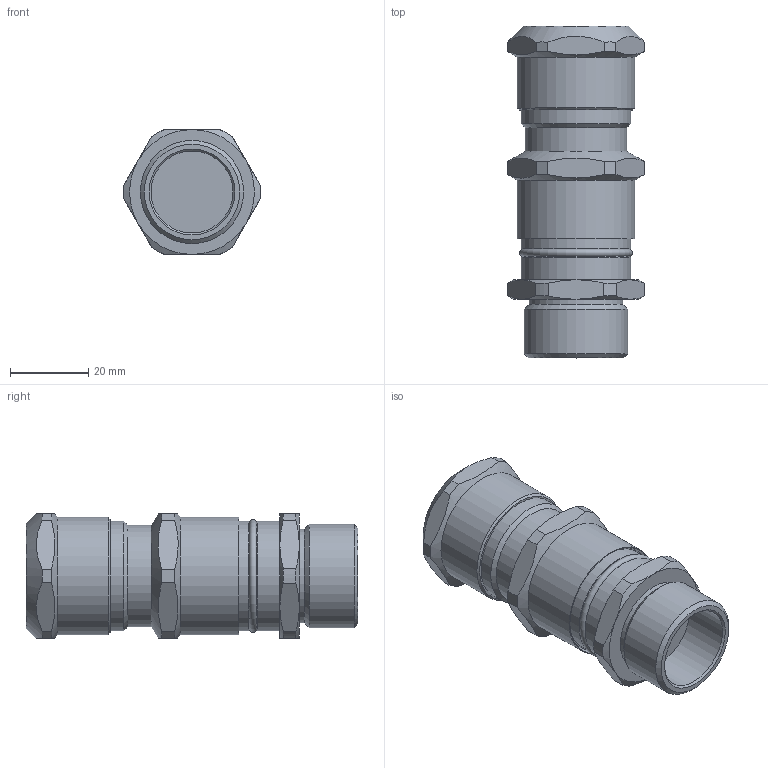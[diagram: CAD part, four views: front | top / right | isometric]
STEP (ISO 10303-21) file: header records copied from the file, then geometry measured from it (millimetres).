
FILE_DESCRIPTION(/* description */ ('ВКБ3-НС-G3)4-14-20'),/* implementation_level */ '2;1');
FILE_NAME(/* name */ '',/* time_stamp */ '2025-07-08T10:37:58+07:00',/* author */ ('zeta-86'),/* organization */ (''),/* preprocessor_version */ 'ST-DEVELOPER v19.2',/* originating_system */ 'Autodesk Inventor 2024',/* authorisation */ '');
FILE_SCHEMA (('AUTOMOTIVE_DESIGN { 1 0 10303 214 3 1 1 }'));
Length unit declared in the file: millimetre
Products named in the file (1): zeta34617
Bounding box: 34.98 x 85 x 32 mm (x, y, z)
Volume: 52491.6 mm3; surface area: 11375.2 mm2
Topology: 1 solids, 1 shells, 81 faces, 193 edges, 121 vertices
Faces by surface type: plane 39, cone 24, cylinder 16, torus 2
Full cylindrical faces by diameter (mm): 20.5 x1, 21 x1, 24.041 x1, 26 x1, 26.441 x1, 28 x3, 30 x2
Entity records: 2289 total; most frequent: CARTESIAN_POINT 548, ORIENTED_EDGE 386, DIRECTION 340, EDGE_CURVE 193, AXIS2_PLACEMENT_3D 141, VERTEX_POINT 121, EDGE_LOOP 88, FACE_OUTER_BOUND 81
